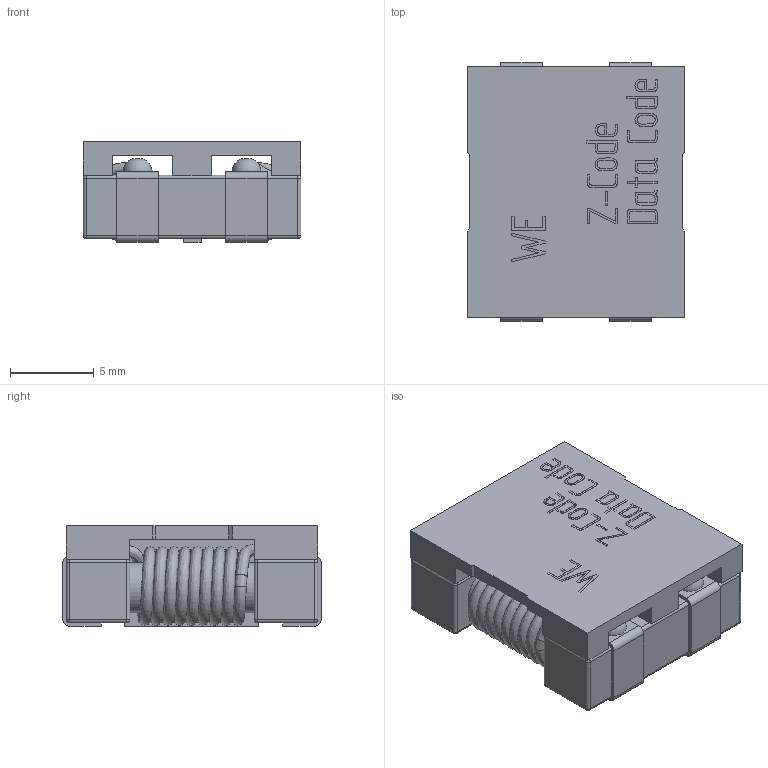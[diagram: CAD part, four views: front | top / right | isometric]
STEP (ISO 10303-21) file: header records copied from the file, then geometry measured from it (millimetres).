
FILE_DESCRIPTION(/* description */ ('Unknown'),/* implementation_level */ '2;1');
FILE_NAME(/* name */ '1513',/* time_stamp */ '2025-08-07T10:54:40+02:00',/* author */ ('Unknown'),/* organization */ ('Unknown'),/* preprocessor_version */ 'ST-DEVELOPER v19.4',/* originating_system */ 'Solid Edge',/* authorisation */ 'Unknown');
FILE_SCHEMA (('AUTOMOTIVE_DESIGN {1 0 10303 214 3 1 1}'));
Length unit declared in the file: millimetre
Products named in the file (8): 1513; Coil holder; Cover; Lödpin; coil left ; Feet; Coil; Zink
Assembly tree (13 placements, depth 2):
  1513
    Coil holder
    Cover
    Lödpin  x4
    coil left 
    Feet
    Coil
    Zink  x4
Bounding box: 13 x 15.4 x 6 mm (x, y, z)
Volume: 831.5 mm3; surface area: 1922.4 mm2
Topology: 13 solids, 13 shells, 352 faces, 846 edges, 515 vertices
Faces by surface type: plane 206, cylinder 66, bspline 40, sphere 24, torus 16
Full cylindrical faces by diameter (mm): 3 x2
Entity records: 12471 total; most frequent: CARTESIAN_POINT 5867, ORIENTED_EDGE 1380, DIRECTION 1140, EDGE_CURVE 690, VERTEX_POINT 437, AXIS2_PLACEMENT_3D 399, FACE_BOUND 347, EDGE_LOOP 346
